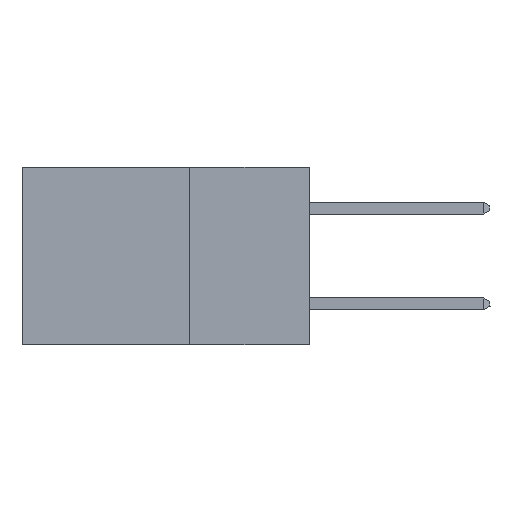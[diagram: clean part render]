
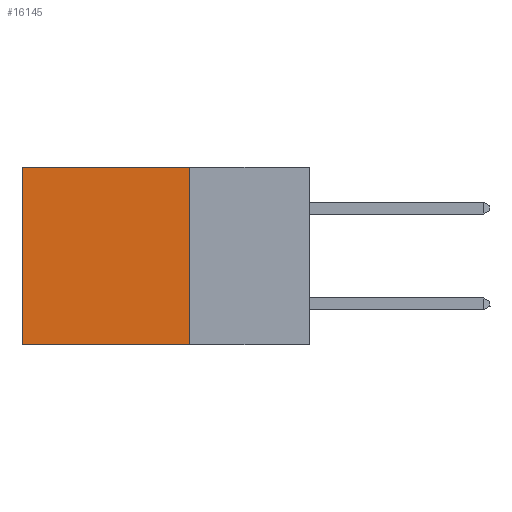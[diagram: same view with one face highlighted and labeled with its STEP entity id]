
A CAD part, left-side view. The second image highlights one B-rep face of the part: STEP entity #16145.
In plain terms, the highlighted planar face has unit normal (-1, 0, 0).
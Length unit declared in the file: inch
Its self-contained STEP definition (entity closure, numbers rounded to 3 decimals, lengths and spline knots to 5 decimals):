
#25 = EDGE_CURVE ( 'NONE', #2219, #17867, #7551, .T. ) ;
#72 = EDGE_LOOP ( 'NONE', ( #17681, #3860, #1488, #12202 ) ) ;
#360 = CARTESIAN_POINT ( 'NONE',  ( 0.2875, 0.25, 0. ) ) ;
#929 = CARTESIAN_POINT ( 'NONE',  ( 0.2875, 0.25, 0. ) ) ;
#1180 = CARTESIAN_POINT ( 'NONE',  ( 0.2875, 0.25, 0. ) ) ;
#1488 = ORIENTED_EDGE ( 'NONE', *, *, #8864, .F. ) ;
#1881 = EDGE_CURVE ( 'NONE', #17867, #16069, #10199, .T. ) ;
#2219 = VERTEX_POINT ( 'NONE', #1180 ) ;
#2366 = LINE ( 'NONE', #11803, #17691 ) ;
#2811 = VERTEX_POINT ( 'NONE', #13244 ) ;
#3860 = ORIENTED_EDGE ( 'NONE', *, *, #16641, .F. ) ;
#3976 = PLANE ( 'NONE',  #8503 ) ;
#4782 = DIRECTION ( 'NONE',  ( 0., 0., -1. ) ) ;
#5301 = DIRECTION ( 'NONE',  ( 0., 0., -1. ) ) ;
#6352 = VECTOR ( 'NONE', #5301, 39.37008 ) ;
#7551 = LINE ( 'NONE', #12740, #13660 ) ;
#7564 = DIRECTION ( 'NONE',  ( 0., 1., 0. ) ) ;
#8503 = AXIS2_PLACEMENT_3D ( 'NONE', #929, #12676, #11033 ) ;
#8864 = EDGE_CURVE ( 'NONE', #2219, #2811, #17673, .T. ) ;
#9584 = CARTESIAN_POINT ( 'NONE',  ( 0.2875, 0.6, 0. ) ) ;
#10199 = LINE ( 'NONE', #9584, #6352 ) ;
#11033 = DIRECTION ( 'NONE',  ( 0., 0., -1. ) ) ;
#11803 = CARTESIAN_POINT ( 'NONE',  ( 0.2875, 0.25, -0.37 ) ) ;
#12202 = ORIENTED_EDGE ( 'NONE', *, *, #25, .T. ) ;
#12676 = DIRECTION ( 'NONE',  ( 1., 0., 0. ) ) ;
#12740 = CARTESIAN_POINT ( 'NONE',  ( 0.2875, 0.25, 0. ) ) ;
#13244 = CARTESIAN_POINT ( 'NONE',  ( 0.2875, 0.25, -0.37 ) ) ;
#13424 = FACE_OUTER_BOUND ( 'NONE', #72, .T. ) ;
#13660 = VECTOR ( 'NONE', #14181, 39.37008 ) ;
#13845 = VECTOR ( 'NONE', #4782, 39.37008 ) ;
#14181 = DIRECTION ( 'NONE',  ( 0., 1., 0. ) ) ;
#15091 = CARTESIAN_POINT ( 'NONE',  ( 0.2875, 0.6, 0. ) ) ;
#15443 = CARTESIAN_POINT ( 'NONE',  ( 0.2875, 0.6, -0.37 ) ) ;
#16069 = VERTEX_POINT ( 'NONE', #15443 ) ;
#16145 = ADVANCED_FACE ( 'NONE', ( #13424 ), #3976, .F. ) ;
#16641 = EDGE_CURVE ( 'NONE', #2811, #16069, #2366, .T. ) ;
#17673 = LINE ( 'NONE', #360, #13845 ) ;
#17681 = ORIENTED_EDGE ( 'NONE', *, *, #1881, .T. ) ;
#17691 = VECTOR ( 'NONE', #7564, 39.37008 ) ;
#17867 = VERTEX_POINT ( 'NONE', #15091 ) ;
